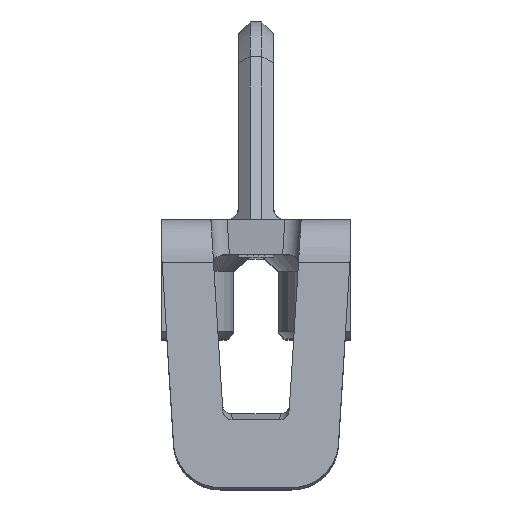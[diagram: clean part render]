
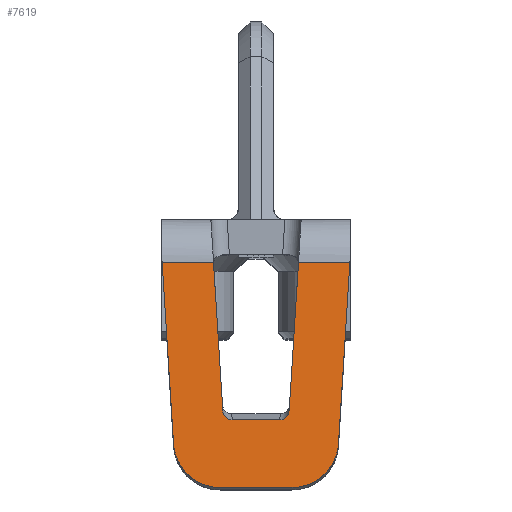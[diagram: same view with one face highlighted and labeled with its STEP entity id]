
A CAD part, top view. The second image highlights one B-rep face of the part: STEP entity #7619.
In plain terms, the highlighted planar face has unit normal (0, 0.087, 0.996).
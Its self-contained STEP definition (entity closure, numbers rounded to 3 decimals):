
#451=DIRECTION('',(0.062,0.994,-0.087));
#452=VECTOR('',#451,7.845);
#453=CARTESIAN_POINT('',(3.54,-8.125,29.342));
#454=LINE('',#453,#452);
#2625=CARTESIAN_POINT('',(-3.54,-8.125,
29.342));
#2626=CARTESIAN_POINT('',(-3.52,-8.437,
29.369));
#2627=CARTESIAN_POINT('',(-3.359,-8.932,
29.413));
#2628=CARTESIAN_POINT('',(-2.941,-9.485,
29.461));
#2629=CARTESIAN_POINT('',(-2.362,-9.869,
29.495));
#2630=CARTESIAN_POINT('',(-1.858,-10.,29.506));
#2631=CARTESIAN_POINT('',(-1.544,-10.,29.506));
#2633=DIRECTION('',(-1.,0.,0.));
#2634=VECTOR('',#2633,2.204);
#2635=CARTESIAN_POINT('',(-1.825,-0.326,
28.66));
#2636=LINE('',#2635,#2634);
#2637=DIRECTION('',(0.062,-0.994,0.087));
#2638=VECTOR('',#2637,6.424);
#2639=CARTESIAN_POINT('',(-1.825,-0.326,
28.66));
#2640=LINE('',#2639,#2638);
#2641=DIRECTION('',(1.,0.,0.));
#2642=VECTOR('',#2641,2.048);
#2643=CARTESIAN_POINT('',(-1.024,-7.1,29.252));
#2644=LINE('',#2643,#2642);
#2645=DIRECTION('',(0.062,0.994,-0.087));
#2646=VECTOR('',#2645,6.424);
#2647=CARTESIAN_POINT('',(1.424,-6.713,29.219));
#2648=LINE('',#2647,#2646);
#2649=DIRECTION('',(-1.,0.,0.));
#2650=VECTOR('',#2649,2.204);
#2651=CARTESIAN_POINT('',(4.03,-0.326,
28.66));
#2652=LINE('',#2651,#2650);
#2653=CARTESIAN_POINT('',(1.544,-10.,29.506));
#2654=CARTESIAN_POINT('',(1.858,-10.,29.506));
#2655=CARTESIAN_POINT('',(2.362,-9.869,29.495));
#2656=CARTESIAN_POINT('',(2.941,-9.485,29.461));
#2657=CARTESIAN_POINT('',(3.359,-8.932,29.413));
#2658=CARTESIAN_POINT('',(3.52,-8.437,29.369));
#2659=CARTESIAN_POINT('',(3.54,-8.125,29.342));
#2665=DIRECTION('',(1.,0.,0.));
#2666=VECTOR('',#2665,3.088);
#2667=CARTESIAN_POINT('',(-1.544,-10.,29.506));
#2668=LINE('',#2667,#2666);
#2721=CARTESIAN_POINT('',(1.424,-6.713,29.219));
#2722=CARTESIAN_POINT('',(1.416,-6.84,29.23));
#2723=CARTESIAN_POINT('',(1.316,-7.003,29.244));
#2724=CARTESIAN_POINT('',(1.152,-7.1,29.252));
#2725=CARTESIAN_POINT('',(1.024,-7.1,29.252));
#2751=CARTESIAN_POINT('',(-1.024,-7.1,29.252));
#2752=CARTESIAN_POINT('',(-1.152,-7.1,29.252));
#2753=CARTESIAN_POINT('',(-1.316,-7.003,
29.244));
#2754=CARTESIAN_POINT('',(-1.416,-6.84,29.23));
#2755=CARTESIAN_POINT('',(-1.424,-6.713,
29.219));
#2811=DIRECTION('',(0.062,-0.994,0.087));
#2812=VECTOR('',#2811,7.845);
#2813=CARTESIAN_POINT('',(-4.03,-0.326,
28.66));
#2814=LINE('',#2813,#2812);
#3351=CARTESIAN_POINT('',(-1.424,-6.713,
29.219));
#3353=VERTEX_POINT('',#3351);
#3355=CARTESIAN_POINT('',(-1.024,-7.1,29.252));
#3357=VERTEX_POINT('',#3355);
#3358=CARTESIAN_POINT('',(1.424,-6.713,29.219));
#3360=VERTEX_POINT('',#3358);
#3362=CARTESIAN_POINT('',(1.024,-7.1,29.252));
#3364=VERTEX_POINT('',#3362);
#3370=CARTESIAN_POINT('',(1.825,-0.326,
28.66));
#3371=VERTEX_POINT('',#3370);
#3372=CARTESIAN_POINT('',(-1.825,-0.326,
28.66));
#3373=VERTEX_POINT('',#3372);
#3464=CARTESIAN_POINT('',(-4.03,-0.326,
28.66));
#3465=VERTEX_POINT('',#3464);
#3466=CARTESIAN_POINT('',(4.03,-0.326,
28.66));
#3467=VERTEX_POINT('',#3466);
#3645=VERTEX_POINT('',#2625);
#3646=VERTEX_POINT('',#2631);
#3654=CARTESIAN_POINT('',(1.544,-10.,29.506));
#3655=VERTEX_POINT('',#3654);
#3656=VERTEX_POINT('',#2659);
#7592=CARTESIAN_POINT('',(4.05,1.5,28.5));
#7593=DIRECTION('',(0.,0.087,0.996));
#7594=DIRECTION('',(0.,-0.996,0.087));
#7595=AXIS2_PLACEMENT_3D('',#7592,#7593,#7594);
#7596=PLANE('',#7595);
#7598=ORIENTED_EDGE('',*,*,#7597,.F.);
#7600=ORIENTED_EDGE('',*,*,#7599,.F.);
#7601=ORIENTED_EDGE('',*,*,#7482,.F.);
#7603=ORIENTED_EDGE('',*,*,#7602,.T.);
#7605=ORIENTED_EDGE('',*,*,#7604,.F.);
#7607=ORIENTED_EDGE('',*,*,#7606,.T.);
#7609=ORIENTED_EDGE('',*,*,#7608,.F.);
#7610=ORIENTED_EDGE('',*,*,#7568,.T.);
#7611=ORIENTED_EDGE('',*,*,#7587,.F.);
#7612=ORIENTED_EDGE('',*,*,#4396,.F.);
#7614=ORIENTED_EDGE('',*,*,#7613,.F.);
#7616=ORIENTED_EDGE('',*,*,#7615,.F.);
#7617=EDGE_LOOP('',(#7598,#7600,#7601,#7603,#7605,#7607,#7609,#7610,#7611,#7612,
#7614,#7616));
#7618=FACE_OUTER_BOUND('',#7617,.F.);
#7619=ADVANCED_FACE('',(#7618),#7596,.T.);
#2632=B_SPLINE_CURVE_WITH_KNOTS('',3,(#2625,#2626,#2627,#2628,#2629,#2630,
#2631),.UNSPECIFIED.,.F.,.F.,(4,1,1,1,4),(0.,0.25,0.5,0.75,1.),
.UNSPECIFIED.);
#2660=B_SPLINE_CURVE_WITH_KNOTS('',3,(#2653,#2654,#2655,#2656,#2657,#2658,
#2659),.UNSPECIFIED.,.F.,.F.,(4,1,1,1,4),(0.,0.25,0.5,0.75,1.),
.UNSPECIFIED.);
#2726=B_SPLINE_CURVE_WITH_KNOTS('',3,(#2721,#2722,#2723,#2724,#2725),
.UNSPECIFIED.,.F.,.F.,(4,1,4),(0.,0.5,1.),.UNSPECIFIED.);
#2756=B_SPLINE_CURVE_WITH_KNOTS('',3,(#2751,#2752,#2753,#2754,#2755),
.UNSPECIFIED.,.F.,.F.,(4,1,4),(0.,0.5,1.),.UNSPECIFIED.);
#4396=EDGE_CURVE('',#3656,#3467,#454,.T.);
#7482=EDGE_CURVE('',#3373,#3465,#2636,.T.);
#7568=EDGE_CURVE('',#3360,#3371,#2648,.T.);
#7587=EDGE_CURVE('',#3467,#3371,#2652,.T.);
#7597=EDGE_CURVE('',#3645,#3646,#2632,.T.);
#7599=EDGE_CURVE('',#3465,#3645,#2814,.T.);
#7602=EDGE_CURVE('',#3373,#3353,#2640,.T.);
#7604=EDGE_CURVE('',#3357,#3353,#2756,.T.);
#7606=EDGE_CURVE('',#3357,#3364,#2644,.T.);
#7608=EDGE_CURVE('',#3360,#3364,#2726,.T.);
#7613=EDGE_CURVE('',#3655,#3656,#2660,.T.);
#7615=EDGE_CURVE('',#3646,#3655,#2668,.T.);
